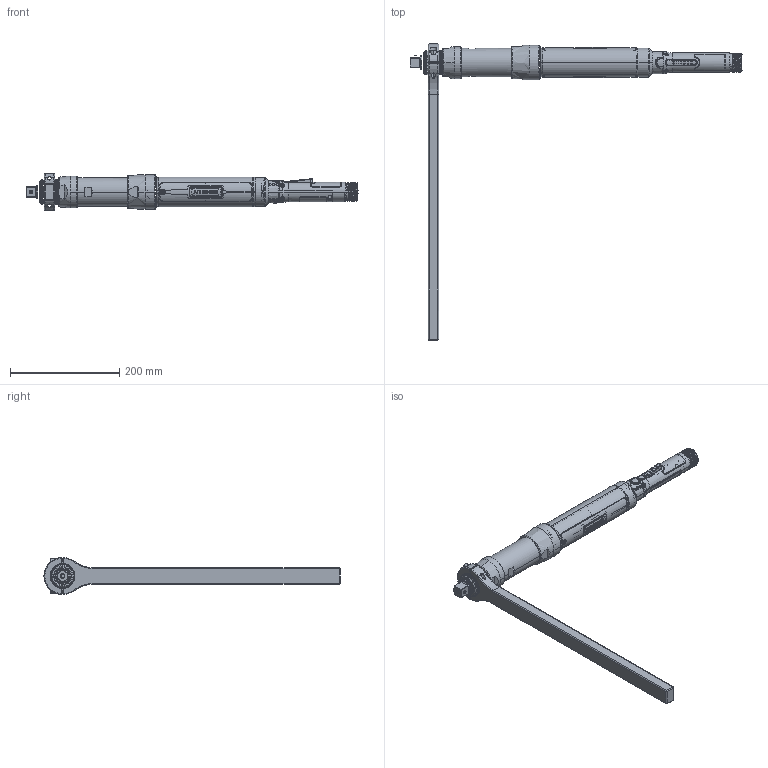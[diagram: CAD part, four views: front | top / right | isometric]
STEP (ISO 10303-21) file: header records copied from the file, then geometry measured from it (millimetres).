
FILE_DESCRIPTION((''),'2;1');
FILE_NAME('EB55LB2-250','2012-02-28T',('EJF1116'),(''),'PRO/ENGINEER BY PARAMETRIC TECHNOLOGY CORPORATION, 2010430','PRO/ENGINEER BY PARAMETRIC TECHNOLOGY CORPORATION, 2010430','');
FILE_SCHEMA(('CONFIG_CONTROL_DESIGN'));
Products named in the file (1): EB55LB2-250
Bounding box: 607.98 x 542.12 x 68.18 mm (x, y, z)
Surface area: 233611.8 mm2 (no closed solid volume)
Topology: 0 solids, 334 shells, 880 faces, 5178 edges, 4566 vertices
Faces by surface type: cylinder 359, plane 267, bspline 112, cone 70, torus 51, extrusion 17, sphere 4
Entity records: 68682 total; most frequent: CARTESIAN_POINT 33797, DIRECTION 6060, ORIENTED_EDGE 6033, EDGE_CURVE 5176, VERTEX_POINT 4566, VECTOR 2028, AXIS2_PLACEMENT_3D 2016, LINE 2011
